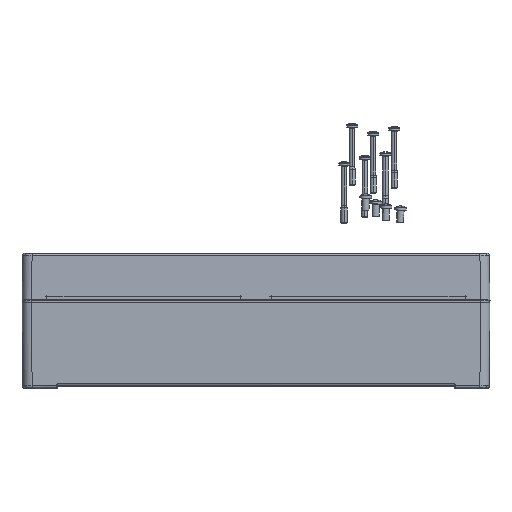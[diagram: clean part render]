
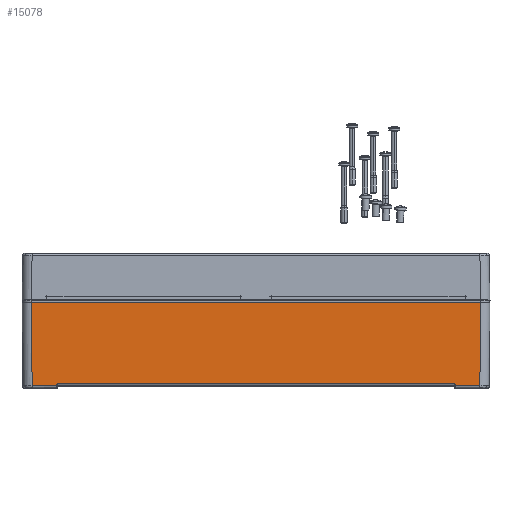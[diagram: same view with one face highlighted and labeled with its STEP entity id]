
A CAD part, top view. The second image highlights one B-rep face of the part: STEP entity #15078.
In plain terms, the highlighted planar face has unit normal (0, -0.009, 1).
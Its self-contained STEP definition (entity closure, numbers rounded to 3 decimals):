
#7692 = VERTEX_POINT('',#7693);
#7693 = CARTESIAN_POINT('',(-143.517,-56.513,
    114.517));
#14831 = VERTEX_POINT('',#14832);
#14832 = CARTESIAN_POINT('',(-143.975,-3.,114.974));
#14839 = EDGE_CURVE('',#14840,#14831,#14842,.T.);
#14840 = VERTEX_POINT('',#14841);
#14841 = CARTESIAN_POINT('',(143.975,-3.,114.974));
#14842 = LINE('',#14843,#14844);
#14843 = CARTESIAN_POINT('',(-150.,-3.,114.974));
#14844 = VECTOR('',#14845,1.);
#14845 = DIRECTION('',(-1.,0.,0.));
#15078 = ADVANCED_FACE('',(#15079),#15156,.T.);
#15079 = FACE_BOUND('',#15080,.T.);
#15080 = EDGE_LOOP('',(#15081,#15091,#15102,#15110,#15118,#15124,#15125,
    #15131,#15139,#15147));
#15081 = ORIENTED_EDGE('',*,*,#15082,.T.);
#15082 = EDGE_CURVE('',#15083,#15085,#15087,.T.);
#15083 = VERTEX_POINT('',#15084);
#15084 = CARTESIAN_POINT('',(-127.378,-55.013,
    114.53));
#15085 = VERTEX_POINT('',#15086);
#15086 = CARTESIAN_POINT('',(127.378,-55.013,
    114.53));
#15087 = LINE('',#15088,#15089);
#15088 = CARTESIAN_POINT('',(-150.,-55.013,114.53));
#15089 = VECTOR('',#15090,1.);
#15090 = DIRECTION('',(1.,0.,0.));
#15091 = ORIENTED_EDGE('',*,*,#15092,.T.);
#15092 = EDGE_CURVE('',#15085,#15093,#15095,.T.);
#15093 = VERTEX_POINT('',#15094);
#15094 = CARTESIAN_POINT('',(127.585,-55.786,
    114.523));
#15095 = B_SPLINE_CURVE_WITH_KNOTS('',3,(#15096,#15097,#15098,#15099,
    #15100,#15101),.UNSPECIFIED.,.F.,.F.,(4,2,4),(0.,
    0.,0.001),.UNSPECIFIED.);
#15096 = CARTESIAN_POINT('',(127.378,-55.013,
    114.53));
#15097 = CARTESIAN_POINT('',(127.426,-55.138,
    114.528));
#15098 = CARTESIAN_POINT('',(127.475,-55.263,
    114.527));
#15099 = CARTESIAN_POINT('',(127.553,-55.52,
    114.525));
#15100 = CARTESIAN_POINT('',(127.583,-55.65,
    114.524));
#15101 = CARTESIAN_POINT('',(127.585,-55.786,
    114.523));
#15102 = ORIENTED_EDGE('',*,*,#15103,.T.);
#15103 = EDGE_CURVE('',#15093,#15104,#15106,.T.);
#15104 = VERTEX_POINT('',#15105);
#15105 = CARTESIAN_POINT('',(127.591,-56.513,
    114.517));
#15106 = LINE('',#15107,#15108);
#15107 = CARTESIAN_POINT('',(127.077,2.418,
    115.021));
#15108 = VECTOR('',#15109,1.);
#15109 = DIRECTION('',(0.009,-1.,
    -0.009));
#15110 = ORIENTED_EDGE('',*,*,#15111,.T.);
#15111 = EDGE_CURVE('',#15104,#15112,#15114,.T.);
#15112 = VERTEX_POINT('',#15113);
#15113 = CARTESIAN_POINT('',(143.517,-56.513,
    114.517));
#15114 = LINE('',#15115,#15116);
#15115 = CARTESIAN_POINT('',(-150.,-56.513,114.517));
#15116 = VECTOR('',#15117,1.);
#15117 = DIRECTION('',(1.,0.,0.));
#15118 = ORIENTED_EDGE('',*,*,#15119,.T.);
#15119 = EDGE_CURVE('',#15112,#14840,#15120,.T.);
#15120 = LINE('',#15121,#15122);
#15121 = CARTESIAN_POINT('',(143.979,-2.514,
    114.978));
#15122 = VECTOR('',#15123,1.);
#15123 = DIRECTION('',(0.009,1.,
    0.009));
#15124 = ORIENTED_EDGE('',*,*,#14839,.T.);
#15125 = ORIENTED_EDGE('',*,*,#15126,.T.);
#15126 = EDGE_CURVE('',#14831,#7692,#15127,.T.);
#15127 = LINE('',#15128,#15129);
#15128 = CARTESIAN_POINT('',(-144.001,0.051,
    115.));
#15129 = VECTOR('',#15130,1.);
#15130 = DIRECTION('',(0.009,-1.,
    -0.009));
#15131 = ORIENTED_EDGE('',*,*,#15132,.T.);
#15132 = EDGE_CURVE('',#7692,#15133,#15135,.T.);
#15133 = VERTEX_POINT('',#15134);
#15134 = CARTESIAN_POINT('',(-127.591,-56.513,
    114.517));
#15135 = LINE('',#15136,#15137);
#15136 = CARTESIAN_POINT('',(-150.,-56.513,114.517));
#15137 = VECTOR('',#15138,1.);
#15138 = DIRECTION('',(1.,0.,0.));
#15139 = ORIENTED_EDGE('',*,*,#15140,.T.);
#15140 = EDGE_CURVE('',#15133,#15141,#15143,.T.);
#15141 = VERTEX_POINT('',#15142);
#15142 = CARTESIAN_POINT('',(-127.585,-55.786,
    114.523));
#15143 = LINE('',#15144,#15145);
#15144 = CARTESIAN_POINT('',(-127.578,-55.012,
    114.53));
#15145 = VECTOR('',#15146,1.);
#15146 = DIRECTION('',(0.009,1.,
    0.009));
#15147 = ORIENTED_EDGE('',*,*,#15148,.T.);
#15148 = EDGE_CURVE('',#15141,#15083,#15149,.T.);
#15149 = B_SPLINE_CURVE_WITH_KNOTS('',3,(#15150,#15151,#15152,#15153,
    #15154,#15155),.UNSPECIFIED.,.F.,.F.,(4,2,4),(0.,
    0.,0.001),.UNSPECIFIED.);
#15150 = CARTESIAN_POINT('',(-127.585,-55.786,
    114.523));
#15151 = CARTESIAN_POINT('',(-127.583,-55.65,
    114.524));
#15152 = CARTESIAN_POINT('',(-127.553,-55.52,
    114.525));
#15153 = CARTESIAN_POINT('',(-127.475,-55.263,
    114.527));
#15154 = CARTESIAN_POINT('',(-127.426,-55.137,
    114.528));
#15155 = CARTESIAN_POINT('',(-127.378,-55.013,
    114.53));
#15156 = PLANE('',#15157);
#15157 = AXIS2_PLACEMENT_3D('',#15158,#15159,#15160);
#15158 = CARTESIAN_POINT('',(-150.,0.,115.));
#15159 = DIRECTION('',(0.,-0.009,1.));
#15160 = DIRECTION('',(0.,-1.,-0.009));
